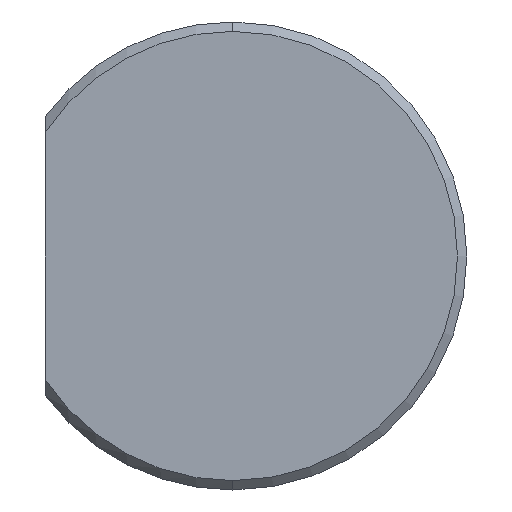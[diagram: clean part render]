
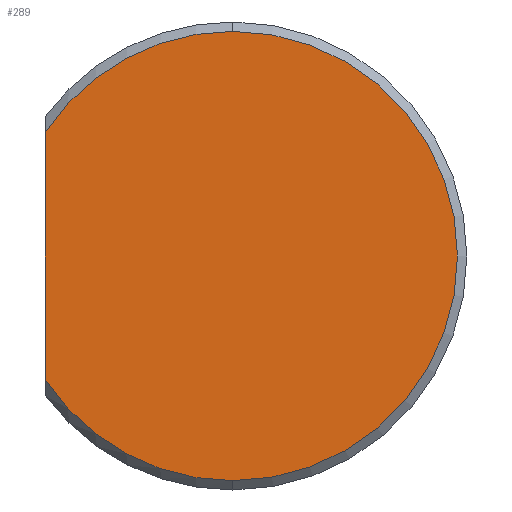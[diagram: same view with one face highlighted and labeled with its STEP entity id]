
A CAD part, front view. The second image highlights one B-rep face of the part: STEP entity #289.
In plain terms, the highlighted planar face has unit normal (0, -1, 0).
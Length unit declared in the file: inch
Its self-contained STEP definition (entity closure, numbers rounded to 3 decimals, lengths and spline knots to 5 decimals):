
#3 = DIRECTION ( 'NONE',  ( 0., 0., 1. ) ) ;
#7 = CIRCLE ( 'NONE', #252, 0.11985 ) ;
#15 = CARTESIAN_POINT ( 'NONE',  ( -0.10015, 0., 0.06583 ) ) ;
#23 = ORIENTED_EDGE ( 'NONE', *, *, #210, .T. ) ;
#37 = DIRECTION ( 'NONE',  ( 0., 0., 1. ) ) ;
#87 = EDGE_CURVE ( 'NONE', #315, #124, #156, .T. ) ;
#110 = VERTEX_POINT ( 'NONE', #273 ) ;
#111 = CIRCLE ( 'NONE', #351, 0.11985 ) ;
#115 = VERTEX_POINT ( 'NONE', #172 ) ;
#118 = DIRECTION ( 'NONE',  ( 0., -1., 0. ) ) ;
#119 = CARTESIAN_POINT ( 'NONE',  ( 0., 0., 0.11985 ) ) ;
#124 = VERTEX_POINT ( 'NONE', #15 ) ;
#131 = AXIS2_PLACEMENT_3D ( 'NONE', #154, #250, #375 ) ;
#154 = CARTESIAN_POINT ( 'NONE',  ( 0., 0., 0. ) ) ;
#156 = CIRCLE ( 'NONE', #344, 0.11985 ) ;
#172 = CARTESIAN_POINT ( 'NONE',  ( -0.10015, 0., -0.06583 ) ) ;
#175 = EDGE_CURVE ( 'NONE', #115, #124, #300, .T. ) ;
#197 = DIRECTION ( 'NONE',  ( 0., -1., 0. ) ) ;
#210 = EDGE_CURVE ( 'NONE', #115, #110, #111, .T. ) ;
#212 = EDGE_CURVE ( 'NONE', #110, #315, #7, .T. ) ;
#214 = DIRECTION ( 'NONE',  ( 0., -1., 0. ) ) ;
#250 = DIRECTION ( 'NONE',  ( 0., 1., 0. ) ) ;
#251 = ORIENTED_EDGE ( 'NONE', *, *, #87, .T. ) ;
#252 = AXIS2_PLACEMENT_3D ( 'NONE', #395, #214, #3 ) ;
#273 = CARTESIAN_POINT ( 'NONE',  ( 0., 0., -0.11985 ) ) ;
#282 = VECTOR ( 'NONE', #37, 39.37008 ) ;
#284 = ORIENTED_EDGE ( 'NONE', *, *, #212, .T. ) ;
#289 = ADVANCED_FACE ( 'NONE', ( #305 ), #396, .F. ) ;
#300 = LINE ( 'NONE', #392, #282 ) ;
#305 = FACE_OUTER_BOUND ( 'NONE', #418, .T. ) ;
#312 = ORIENTED_EDGE ( 'NONE', *, *, #175, .F. ) ;
#313 = CARTESIAN_POINT ( 'NONE',  ( 0., 0., 0. ) ) ;
#315 = VERTEX_POINT ( 'NONE', #119 ) ;
#332 = DIRECTION ( 'NONE',  ( 0., 0., 1. ) ) ;
#339 = DIRECTION ( 'NONE',  ( 0., 0., 1. ) ) ;
#344 = AXIS2_PLACEMENT_3D ( 'NONE', #385, #197, #332 ) ;
#351 = AXIS2_PLACEMENT_3D ( 'NONE', #313, #118, #339 ) ;
#375 = DIRECTION ( 'NONE',  ( 0., 0., 1. ) ) ;
#385 = CARTESIAN_POINT ( 'NONE',  ( 0., 0., 0. ) ) ;
#392 = CARTESIAN_POINT ( 'NONE',  ( -0.10015, 0., -0.07455 ) ) ;
#395 = CARTESIAN_POINT ( 'NONE',  ( 0., 0., 0. ) ) ;
#396 = PLANE ( 'NONE',  #131 ) ;
#418 = EDGE_LOOP ( 'NONE', ( #312, #23, #284, #251 ) ) ;
